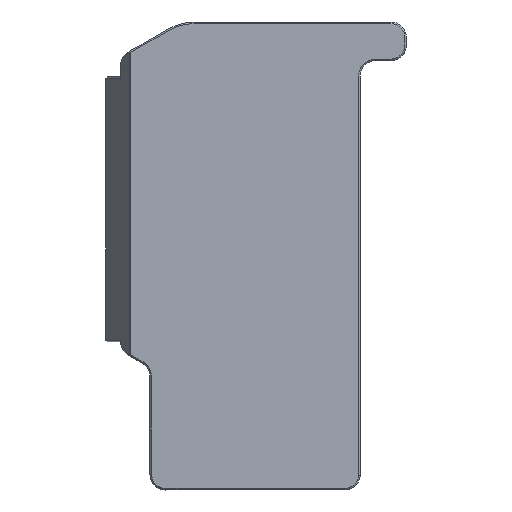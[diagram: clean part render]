
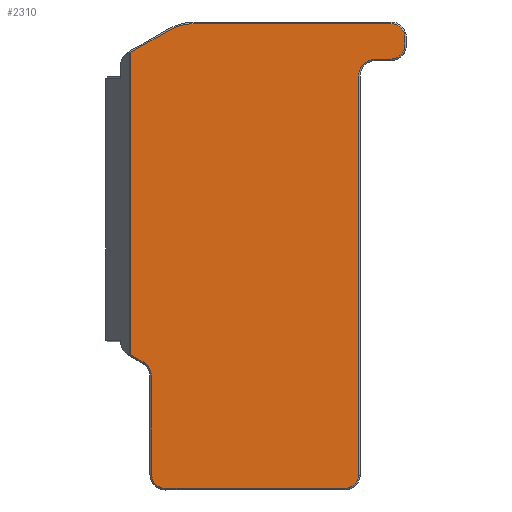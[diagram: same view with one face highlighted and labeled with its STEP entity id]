
A CAD part, top view. The second image highlights one B-rep face of the part: STEP entity #2310.
In plain terms, the highlighted planar face has unit normal (0, 0, 1).
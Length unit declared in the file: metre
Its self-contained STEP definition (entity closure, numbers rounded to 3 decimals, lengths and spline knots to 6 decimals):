
#87=CIRCLE('',#2483,0.0022);
#88=CIRCLE('',#2484,0.0018);
#89=CIRCLE('',#2485,0.0018);
#90=CIRCLE('',#2486,0.0022);
#91=CIRCLE('',#2487,0.0018);
#92=CIRCLE('',#2488,0.0018);
#93=CIRCLE('',#2489,0.00695);
#225=ORIENTED_EDGE('',*,*,#888,.T.);
#226=ORIENTED_EDGE('',*,*,#889,.T.);
#227=ORIENTED_EDGE('',*,*,#890,.T.);
#228=ORIENTED_EDGE('',*,*,#891,.T.);
#229=ORIENTED_EDGE('',*,*,#892,.T.);
#230=ORIENTED_EDGE('',*,*,#893,.T.);
#231=ORIENTED_EDGE('',*,*,#894,.T.);
#232=ORIENTED_EDGE('',*,*,#895,.T.);
#233=ORIENTED_EDGE('',*,*,#896,.T.);
#234=ORIENTED_EDGE('',*,*,#897,.T.);
#235=ORIENTED_EDGE('',*,*,#898,.T.);
#236=ORIENTED_EDGE('',*,*,#899,.T.);
#237=ORIENTED_EDGE('',*,*,#900,.T.);
#238=ORIENTED_EDGE('',*,*,#901,.T.);
#239=ORIENTED_EDGE('',*,*,#902,.T.);
#240=ORIENTED_EDGE('',*,*,#903,.T.);
#241=ORIENTED_EDGE('',*,*,#904,.T.);
#242=ORIENTED_EDGE('',*,*,#905,.T.);
#888=EDGE_CURVE('',#1210,#1211,#1410,.T.);
#889=EDGE_CURVE('',#1211,#1212,#1411,.T.);
#890=EDGE_CURVE('',#1212,#1213,#1412,.T.);
#891=EDGE_CURVE('',#1213,#1214,#87,.F.);
#892=EDGE_CURVE('',#1214,#1215,#1413,.T.);
#893=EDGE_CURVE('',#1215,#1216,#88,.T.);
#894=EDGE_CURVE('',#1216,#1217,#1414,.T.);
#895=EDGE_CURVE('',#1217,#1218,#1415,.T.);
#896=EDGE_CURVE('',#1218,#1219,#89,.T.);
#897=EDGE_CURVE('',#1219,#1220,#1416,.T.);
#898=EDGE_CURVE('',#1220,#1221,#90,.F.);
#899=EDGE_CURVE('',#1221,#1222,#1417,.T.);
#900=EDGE_CURVE('',#1222,#1223,#91,.T.);
#901=EDGE_CURVE('',#1223,#1224,#1418,.T.);
#902=EDGE_CURVE('',#1224,#1225,#92,.T.);
#903=EDGE_CURVE('',#1225,#1226,#1419,.T.);
#904=EDGE_CURVE('',#1226,#1227,#1420,.T.);
#905=EDGE_CURVE('',#1227,#1210,#93,.T.);
#1210=VERTEX_POINT('',#3481);
#1211=VERTEX_POINT('',#3482);
#1212=VERTEX_POINT('',#3484);
#1213=VERTEX_POINT('',#3486);
#1214=VERTEX_POINT('',#3488);
#1215=VERTEX_POINT('',#3490);
#1216=VERTEX_POINT('',#3492);
#1217=VERTEX_POINT('',#3494);
#1218=VERTEX_POINT('',#3496);
#1219=VERTEX_POINT('',#3498);
#1220=VERTEX_POINT('',#3500);
#1221=VERTEX_POINT('',#3502);
#1222=VERTEX_POINT('',#3504);
#1223=VERTEX_POINT('',#3506);
#1224=VERTEX_POINT('',#3508);
#1225=VERTEX_POINT('',#3510);
#1226=VERTEX_POINT('',#3512);
#1227=VERTEX_POINT('',#3514);
#1410=LINE('',#3480,#1690);
#1411=LINE('',#3483,#1691);
#1412=LINE('',#3485,#1692);
#1413=LINE('',#3489,#1693);
#1414=LINE('',#3493,#1694);
#1415=LINE('',#3495,#1695);
#1416=LINE('',#3499,#1696);
#1417=LINE('',#3503,#1697);
#1418=LINE('',#3507,#1698);
#1419=LINE('',#3511,#1699);
#1420=LINE('',#3513,#1700);
#1690=VECTOR('',#2776,1.);
#1691=VECTOR('',#2777,1.);
#1692=VECTOR('',#2778,1.);
#1693=VECTOR('',#2781,1.);
#1694=VECTOR('',#2784,1.);
#1695=VECTOR('',#2785,1.);
#1696=VECTOR('',#2788,1.);
#1697=VECTOR('',#2791,1.);
#1698=VECTOR('',#2794,1.);
#1699=VECTOR('',#2797,1.);
#1700=VECTOR('',#2798,1.);
#1918=EDGE_LOOP('',(#225,#226,#227,#228,#229,#230,#231,#232,#233,#234,#235,
#236,#237,#238,#239,#240,#241,#242));
#2061=FACE_BOUND('',#1918,.T.);
#2193=PLANE('',#2482);
#2310=ADVANCED_FACE('',(#2061),#2193,.T.);
#2482=AXIS2_PLACEMENT_3D('',#3479,#2774,#2775);
#2483=AXIS2_PLACEMENT_3D('',#3487,#2779,#2780);
#2484=AXIS2_PLACEMENT_3D('',#3491,#2782,#2783);
#2485=AXIS2_PLACEMENT_3D('',#3497,#2786,#2787);
#2486=AXIS2_PLACEMENT_3D('',#3501,#2789,#2790);
#2487=AXIS2_PLACEMENT_3D('',#3505,#2792,#2793);
#2488=AXIS2_PLACEMENT_3D('',#3509,#2795,#2796);
#2489=AXIS2_PLACEMENT_3D('',#3515,#2799,#2800);
#2774=DIRECTION('',(0.,0.,1.));
#2775=DIRECTION('',(1.,0.,0.));
#2776=DIRECTION('',(-0.866,-0.5,0.));
#2777=DIRECTION('',(0.,-1.,0.));
#2778=DIRECTION('',(0.864,-0.504,0.));
#2779=DIRECTION('',(0.,0.,1.));
#2780=DIRECTION('',(1.,0.,0.));
#2781=DIRECTION('',(0.,-1.,0.));
#2782=DIRECTION('',(0.,0.,1.));
#2783=DIRECTION('',(1.,0.,0.));
#2784=DIRECTION('',(1.,0.,0.));
#2785=DIRECTION('',(1.,0.,0.));
#2786=DIRECTION('',(0.,0.,1.));
#2787=DIRECTION('',(1.,0.,0.));
#2788=DIRECTION('',(0.,1.,0.));
#2789=DIRECTION('',(0.,0.,1.));
#2790=DIRECTION('',(1.,0.,0.));
#2791=DIRECTION('',(1.,0.,0.));
#2792=DIRECTION('',(0.,0.,1.));
#2793=DIRECTION('',(1.,0.,0.));
#2794=DIRECTION('',(0.,1.,0.));
#2795=DIRECTION('',(0.,0.,1.));
#2796=DIRECTION('',(1.,0.,0.));
#2797=DIRECTION('',(-1.,0.,0.));
#2798=DIRECTION('',(-1.,0.,0.));
#2799=DIRECTION('',(0.,0.,1.));
#2800=DIRECTION('',(1.,0.,0.));
#3479=CARTESIAN_POINT('',(-0.061627,0.030302,0.0265));
#3480=CARTESIAN_POINT('',(-0.076716,0.056436,0.0265));
#3481=CARTESIAN_POINT('',(-0.071423,0.059492,0.0265));
#3482=CARTESIAN_POINT('',(-0.076299,0.056677,0.0265));
#3483=CARTESIAN_POINT('',(-0.076299,0.017599,0.0265));
#3484=CARTESIAN_POINT('',(-0.076299,0.01751,0.0265));
#3485=CARTESIAN_POINT('',(-0.070915,0.014371,0.0265));
#3486=CARTESIAN_POINT('',(-0.074696,0.016575,0.0265));
#3487=CARTESIAN_POINT('',(-0.075797,0.014671,0.0265));
#3488=CARTESIAN_POINT('',(-0.073597,0.014671,0.0265));
#3489=CARTESIAN_POINT('',(-0.073598,0.030302,0.0265));
#3490=CARTESIAN_POINT('',(-0.073597,0.001981,0.0265));
#3491=CARTESIAN_POINT('',(-0.071797,0.001981,0.0265));
#3492=CARTESIAN_POINT('',(-0.071797,0.000181,0.0265));
#3493=CARTESIAN_POINT('',(-0.069598,0.000181,0.0265));
#3494=CARTESIAN_POINT('',(-0.069598,0.000181,0.0265));
#3495=CARTESIAN_POINT('',(-0.048557,0.000181,0.0265));
#3496=CARTESIAN_POINT('',(-0.048557,0.000181,0.0265));
#3497=CARTESIAN_POINT('',(-0.048557,0.001981,0.0265));
#3498=CARTESIAN_POINT('',(-0.046757,0.001981,0.0265));
#3499=CARTESIAN_POINT('',(-0.046757,0.030302,0.0265));
#3500=CARTESIAN_POINT('',(-0.046757,0.053623,0.0265));
#3501=CARTESIAN_POINT('',(-0.044557,0.053623,0.0265));
#3502=CARTESIAN_POINT('',(-0.044557,0.055823,0.0265));
#3503=CARTESIAN_POINT('',(-0.042557,0.055823,0.0265));
#3504=CARTESIAN_POINT('',(-0.042557,0.055823,0.0265));
#3505=CARTESIAN_POINT('',(-0.042557,0.057623,0.0265));
#3506=CARTESIAN_POINT('',(-0.040757,0.057623,0.0265));
#3507=CARTESIAN_POINT('',(-0.040757,0.058623,0.0265));
#3508=CARTESIAN_POINT('',(-0.040757,0.058623,0.0265));
#3509=CARTESIAN_POINT('',(-0.042557,0.058623,0.0265));
#3510=CARTESIAN_POINT('',(-0.042557,0.060423,0.0265));
#3511=CARTESIAN_POINT('',(-0.064621,0.060423,0.0265));
#3512=CARTESIAN_POINT('',(-0.064621,0.060423,0.0265));
#3513=CARTESIAN_POINT('',(-0.061627,0.060423,0.0265));
#3514=CARTESIAN_POINT('',(-0.067948,0.060423,0.0265));
#3515=CARTESIAN_POINT('',(-0.067948,0.053473,0.0265));
